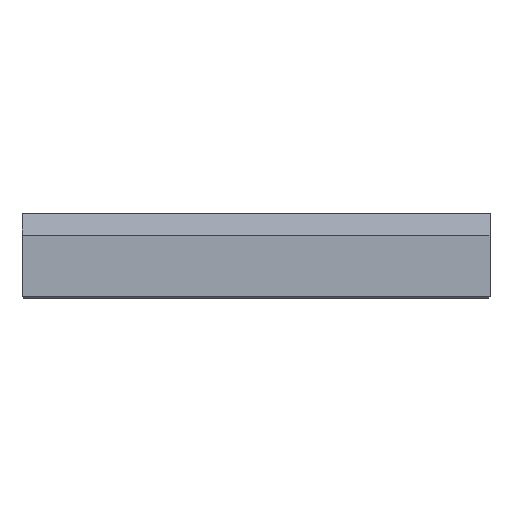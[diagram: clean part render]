
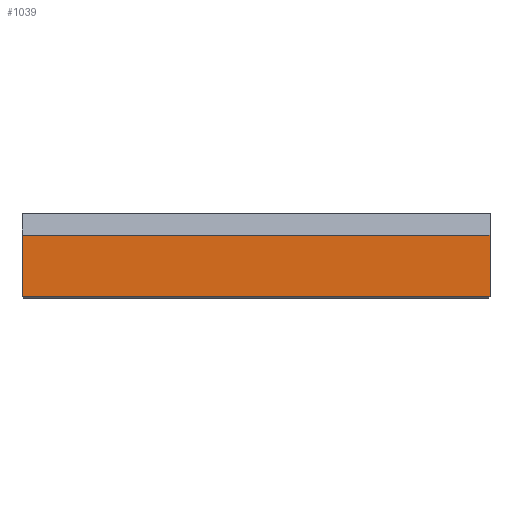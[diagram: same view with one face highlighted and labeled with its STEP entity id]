
A CAD part, top view. The second image highlights one B-rep face of the part: STEP entity #1039.
In plain terms, the highlighted planar face has unit normal (0, 0, 1).
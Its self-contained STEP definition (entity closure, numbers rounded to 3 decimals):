
#15 = ORIENTED_EDGE ( 'NONE', *, *, #982, .F. ) ;
#84 = CARTESIAN_POINT ( 'NONE',  ( 14.1, 3.791, 6.75 ) ) ;
#95 = CARTESIAN_POINT ( 'NONE',  ( -14.1, 3.791, 6.75 ) ) ;
#110 = FACE_OUTER_BOUND ( 'NONE', #881, .T. ) ;
#159 = EDGE_CURVE ( 'NONE', #1152, #839, #1111, .T. ) ;
#163 = ORIENTED_EDGE ( 'NONE', *, *, #159, .T. ) ;
#176 = CARTESIAN_POINT ( 'NONE',  ( 14.1, 3.791, 6.75 ) ) ;
#285 = CARTESIAN_POINT ( 'NONE',  ( -14.1, 0.1, 6.75 ) ) ;
#350 = ORIENTED_EDGE ( 'NONE', *, *, #1074, .T. ) ;
#400 = LINE ( 'NONE', #176, #1160 ) ;
#420 = DIRECTION ( 'NONE',  ( 0., 0., 1. ) ) ;
#435 = AXIS2_PLACEMENT_3D ( 'NONE', #95, #420, #1403 ) ;
#581 = ORIENTED_EDGE ( 'NONE', *, *, #858, .F. ) ;
#609 = DIRECTION ( 'NONE',  ( 0., -1., 0. ) ) ;
#630 = CARTESIAN_POINT ( 'NONE',  ( -14.1, 3.791, 6.75 ) ) ;
#718 = VERTEX_POINT ( 'NONE', #84 ) ;
#761 = VECTOR ( 'NONE', #876, 1000. ) ;
#779 = LINE ( 'NONE', #1250, #1044 ) ;
#839 = VERTEX_POINT ( 'NONE', #1147 ) ;
#840 = CARTESIAN_POINT ( 'NONE',  ( 14.1, 0.1, 6.75 ) ) ;
#858 = EDGE_CURVE ( 'NONE', #1152, #718, #779, .T. ) ;
#876 = DIRECTION ( 'NONE',  ( 0., -1., 0. ) ) ;
#881 = EDGE_LOOP ( 'NONE', ( #163, #350, #15, #581 ) ) ;
#933 = VERTEX_POINT ( 'NONE', #840 ) ;
#936 = DIRECTION ( 'NONE',  ( 1., 0., 0. ) ) ;
#982 = EDGE_CURVE ( 'NONE', #718, #933, #400, .T. ) ;
#1039 = ADVANCED_FACE ( 'NONE', ( #110 ), #1262, .T. ) ;
#1044 = VECTOR ( 'NONE', #936, 1000. ) ;
#1072 = DIRECTION ( 'NONE',  ( 1., 0., 0. ) ) ;
#1074 = EDGE_CURVE ( 'NONE', #839, #933, #1409, .T. ) ;
#1111 = LINE ( 'NONE', #1294, #761 ) ;
#1147 = CARTESIAN_POINT ( 'NONE',  ( -14.1, 0.1, 6.75 ) ) ;
#1152 = VERTEX_POINT ( 'NONE', #630 ) ;
#1160 = VECTOR ( 'NONE', #609, 1000. ) ;
#1236 = VECTOR ( 'NONE', #1072, 1000. ) ;
#1250 = CARTESIAN_POINT ( 'NONE',  ( -14.1, 3.791, 6.75 ) ) ;
#1262 = PLANE ( 'NONE',  #435 ) ;
#1294 = CARTESIAN_POINT ( 'NONE',  ( -14.1, 3.791, 6.75 ) ) ;
#1403 = DIRECTION ( 'NONE',  ( 0., -1., 0. ) ) ;
#1409 = LINE ( 'NONE', #285, #1236 ) ;
